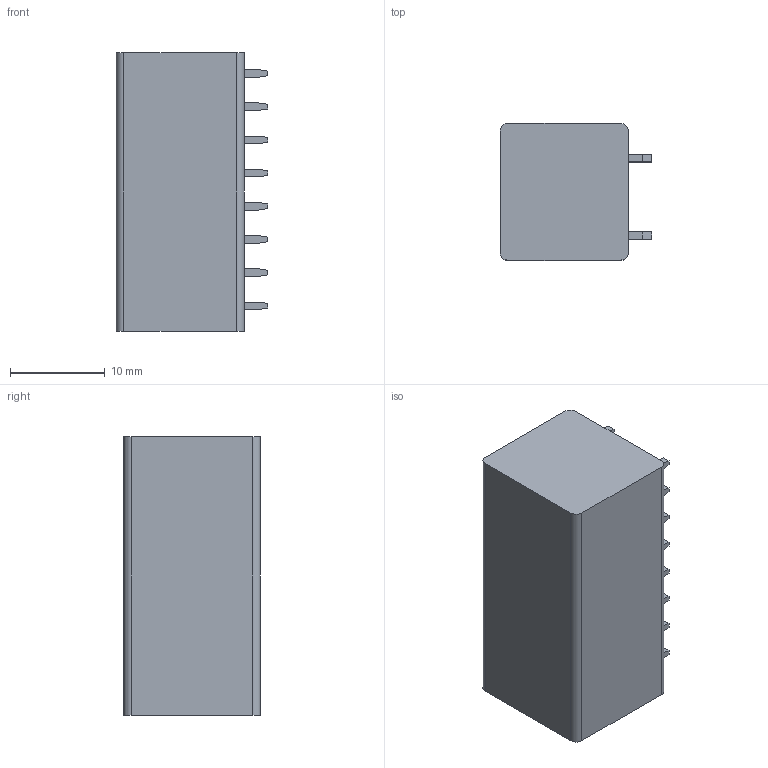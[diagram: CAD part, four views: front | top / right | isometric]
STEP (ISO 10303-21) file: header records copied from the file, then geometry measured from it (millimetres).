
FILE_DESCRIPTION((''),'2;1');
FILE_NAME('PRT0005','2024-09-25T',('sj'),(''),'PRO/ENGINEER BY PARAMETRIC TECHNOLOGY CORPORATION, 2013240','PRO/ENGINEER BY PARAMETRIC TECHNOLOGY CORPORATION, 2013240','');
FILE_SCHEMA(('AUTOMOTIVE_DESIGN_CC2 { 1 2 10303 214 -1 1 5 2 }'));
Length unit declared in the file: millimetre
Products named in the file (1): PRT0005
Bounding box: 16 x 14.4 x 29.4 mm (x, y, z)
Volume: 5490 mm3; surface area: 2389.2 mm2
Topology: 1 solids, 1 shells, 408 faces, 1012 edges, 638 vertices
Faces by surface type: plane 202, cylinder 122, bspline 44, torus 24, cone 16
Entity records: 13716 total; most frequent: CARTESIAN_POINT 4335, ORIENTED_EDGE 2024, DIRECTION 1808, EDGE_CURVE 1012, VERTEX_POINT 638, VECTOR 606, LINE 606, AXIS2_PLACEMENT_3D 601
